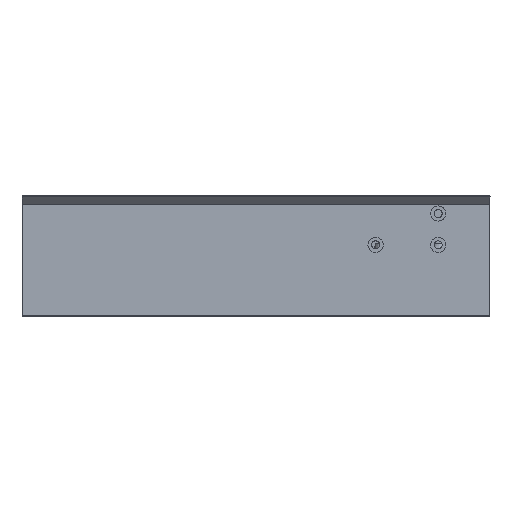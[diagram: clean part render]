
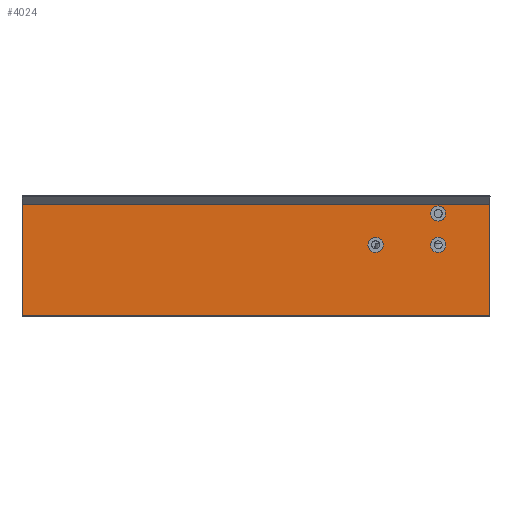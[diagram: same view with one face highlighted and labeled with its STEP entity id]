
A CAD part, top view. The second image highlights one B-rep face of the part: STEP entity #4024.
In plain terms, the highlighted planar face has unit normal (0, 0, 1).
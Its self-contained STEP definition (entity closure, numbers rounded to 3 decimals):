
#1163=CARTESIAN_POINT('',(-0.941,264.624,567.032));
#1164=VERTEX_POINT('',#1163);
#1171=CARTESIAN_POINT('',(-185.977,264.65,567.032));
#1172=VERTEX_POINT('',#1171);
#1173=CARTESIAN_POINT('',(-185.977,264.65,567.032));
#1174=DIRECTION('',(1.,0.,-0.));
#1175=VECTOR('',#1174,185.036);
#1176=LINE('',#1173,#1175);
#1177=EDGE_CURVE('',#1172,#1164,#1176,.T.);
#3483=CARTESIAN_POINT('',(-185.977,308.69,567.032));
#3484=VERTEX_POINT('',#3483);
#3485=CARTESIAN_POINT('',(-185.977,308.69,567.032));
#3486=DIRECTION('',(-0.,-1.,0.));
#3487=VECTOR('',#3486,44.04);
#3488=LINE('',#3485,#3487);
#3489=EDGE_CURVE('',#3484,#1172,#3488,.T.);
#3941=CARTESIAN_POINT('',(2.822,302.177,567.032));
#3942=DIRECTION('',(0.,0.,1.));
#3943=DIRECTION('',(1.,0.,-0.));
#3944=AXIS2_PLACEMENT_3D('',#3941,#3942,#3943);
#3945=PLANE('',#3944);
#3946=CARTESIAN_POINT('',(-0.941,308.664,567.032));
#3947=VERTEX_POINT('',#3946);
#3948=CARTESIAN_POINT('',(-185.977,308.69,567.032));
#3949=DIRECTION('',(1.,0.,-0.));
#3950=VECTOR('',#3949,185.036);
#3951=LINE('',#3948,#3950);
#3952=EDGE_CURVE('',#3484,#3947,#3951,.T.);
#3953=ORIENTED_EDGE('',*,*,#3952,.F.);
#3954=ORIENTED_EDGE('',*,*,#3489,.T.);
#3955=ORIENTED_EDGE('',*,*,#1177,.T.);
#3956=CARTESIAN_POINT('',(-0.941,308.664,567.032));
#3957=DIRECTION('',(-0.,-1.,0.));
#3958=VECTOR('',#3957,44.04);
#3959=LINE('',#3956,#3958);
#3960=EDGE_CURVE('',#3947,#1164,#3959,.T.);
#3961=ORIENTED_EDGE('',*,*,#3960,.F.);
#3962=EDGE_LOOP('',(#3953,#3954,#3955,#3961));
#3963=FACE_BOUND('',#3962,.T.);
#3964=CARTESIAN_POINT('',(-21.438,308.123,567.032));
#3965=VERTEX_POINT('',#3964);
#3966=CARTESIAN_POINT('',(-18.438,305.123,567.032));
#3967=VERTEX_POINT('',#3966);
#3968=CARTESIAN_POINT('',(-21.438,305.123,567.032));
#3969=DIRECTION('',(0.,0.,1.));
#3970=DIRECTION('',(1.,0.,-0.));
#3971=AXIS2_PLACEMENT_3D('',#3968,#3969,#3970);
#3972=CIRCLE('',#3971,3.);
#3973=EDGE_CURVE('',#3965,#3967,#3972,.T.);
#3974=ORIENTED_EDGE('',*,*,#3973,.F.);
#3975=CARTESIAN_POINT('',(-21.438,305.123,567.032));
#3976=DIRECTION('',(0.,0.,1.));
#3977=DIRECTION('',(1.,0.,-0.));
#3978=AXIS2_PLACEMENT_3D('',#3975,#3976,#3977);
#3979=CIRCLE('',#3978,3.);
#3980=EDGE_CURVE('',#3967,#3965,#3979,.T.);
#3981=ORIENTED_EDGE('',*,*,#3980,.F.);
#3982=EDGE_LOOP('',(#3974,#3981));
#3983=FACE_BOUND('',#3982,.T.);
#3984=CARTESIAN_POINT('',(-21.438,295.723,567.032));
#3985=VERTEX_POINT('',#3984);
#3986=CARTESIAN_POINT('',(-24.243,293.787,567.032));
#3987=VERTEX_POINT('',#3986);
#3988=CARTESIAN_POINT('',(-21.438,292.723,567.032));
#3989=DIRECTION('',(0.,0.,1.));
#3990=DIRECTION('',(-0.935,0.355,0.));
#3991=AXIS2_PLACEMENT_3D('',#3988,#3989,#3990);
#3992=CIRCLE('',#3991,3.);
#3993=EDGE_CURVE('',#3985,#3987,#3992,.T.);
#3994=ORIENTED_EDGE('',*,*,#3993,.F.);
#3995=CARTESIAN_POINT('',(-21.438,292.723,567.032));
#3996=DIRECTION('',(0.,0.,1.));
#3997=DIRECTION('',(-0.935,0.355,0.));
#3998=AXIS2_PLACEMENT_3D('',#3995,#3996,#3997);
#3999=CIRCLE('',#3998,3.);
#4000=EDGE_CURVE('',#3987,#3985,#3999,.T.);
#4001=ORIENTED_EDGE('',*,*,#4000,.F.);
#4002=EDGE_LOOP('',(#3994,#4001));
#4003=FACE_BOUND('',#4002,.T.);
#4004=CARTESIAN_POINT('',(-46.188,295.723,567.032));
#4005=VERTEX_POINT('',#4004);
#4006=CARTESIAN_POINT('',(-48.857,294.091,567.032));
#4007=VERTEX_POINT('',#4006);
#4008=CARTESIAN_POINT('',(-46.188,292.723,567.032));
#4009=DIRECTION('',(0.,0.,1.));
#4010=DIRECTION('',(-0.89,0.456,0.));
#4011=AXIS2_PLACEMENT_3D('',#4008,#4009,#4010);
#4012=CIRCLE('',#4011,3.);
#4013=EDGE_CURVE('',#4005,#4007,#4012,.T.);
#4014=ORIENTED_EDGE('',*,*,#4013,.F.);
#4015=CARTESIAN_POINT('',(-46.188,292.723,567.032));
#4016=DIRECTION('',(0.,0.,1.));
#4017=DIRECTION('',(-0.89,0.456,0.));
#4018=AXIS2_PLACEMENT_3D('',#4015,#4016,#4017);
#4019=CIRCLE('',#4018,3.);
#4020=EDGE_CURVE('',#4007,#4005,#4019,.T.);
#4021=ORIENTED_EDGE('',*,*,#4020,.F.);
#4022=EDGE_LOOP('',(#4014,#4021));
#4023=FACE_BOUND('',#4022,.T.);
#4024=ADVANCED_FACE('',(#3963,#3983,#4003,#4023),#3945,.T.);
